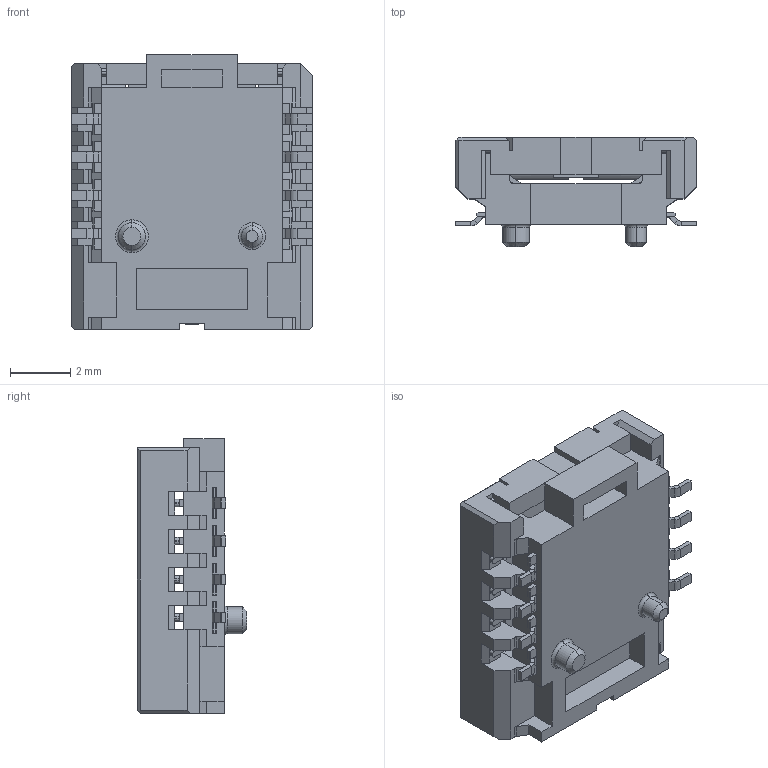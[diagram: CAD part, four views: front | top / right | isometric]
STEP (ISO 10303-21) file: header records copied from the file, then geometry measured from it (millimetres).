
FILE_DESCRIPTION((''),'2;1');
FILE_NAME('S-50951-008XX-XXX','2014-04-01T',('t00317'),(''),'PRO/ENGINEER BY PARAMETRIC TECHNOLOGY CORPORATION, 2007450','PRO/ENGINEER BY PARAMETRIC TECHNOLOGY CORPORATION, 2007450','');
FILE_SCHEMA(('CONFIG_CONTROL_DESIGN', 'GEOMETRIC_VALIDATION_PROPERTIES_MIM'));
Length unit declared in the file: millimetre
Products named in the file (1): S-50951-008XX-XXX
Bounding box: 8 x 3.65 x 9.15 mm (x, y, z)
Volume: 125 mm3; surface area: 408 mm2
Topology: 1 solids, 1 shells, 877 faces, 2354 edges, 1509 vertices
Faces by surface type: plane 722, cylinder 131, cone 20, torus 4
Entity records: 31269 total; most frequent: CARTESIAN_POINT 4724, ORIENTED_EDGE 4556, DIRECTION 4367, EDGE_CURVE 2278, VECTOR 2053, LINE 2053, VERTEX_POINT 1393, AXIS2_PLACEMENT_3D 1157
